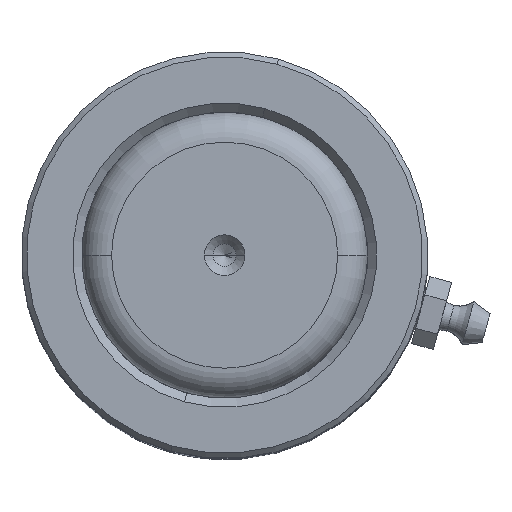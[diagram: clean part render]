
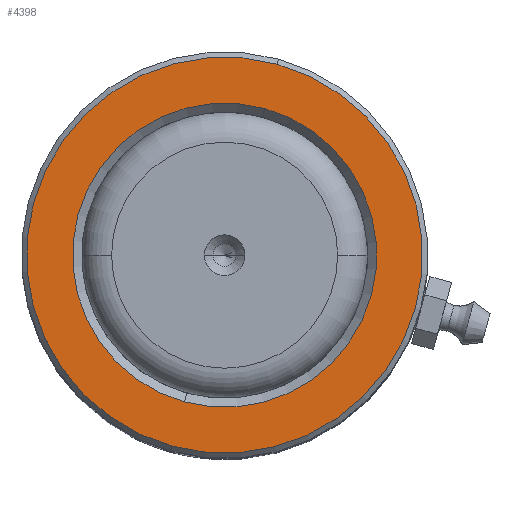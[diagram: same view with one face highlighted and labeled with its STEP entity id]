
A CAD part, top view. The second image highlights one B-rep face of the part: STEP entity #4398.
In plain terms, the highlighted planar face has unit normal (0, 0, 1).
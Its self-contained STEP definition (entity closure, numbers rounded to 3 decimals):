
#319 = CARTESIAN_POINT ( 'NONE',  ( 0., 0., 100. ) ) ;
#909 = VERTEX_POINT ( 'NONE', #5428 ) ;
#1285 = VERTEX_POINT ( 'NONE', #2323 ) ;
#1538 = DIRECTION ( 'NONE',  ( 0., 0., 1. ) ) ;
#1597 = DIRECTION ( 'NONE',  ( 1., 0., 0. ) ) ;
#2309 = AXIS2_PLACEMENT_3D ( 'NONE', #6434, #6316, #2892 ) ;
#2323 = CARTESIAN_POINT ( 'NONE',  ( 20.2, 0., 100. ) ) ;
#2461 = CIRCLE ( 'NONE', #7152, 20.2 ) ;
#2635 = FACE_BOUND ( 'NONE', #2946, .T. ) ;
#2731 = AXIS2_PLACEMENT_3D ( 'NONE', #5097, #1538, #1597 ) ;
#2892 = DIRECTION ( 'NONE',  ( 1., 0., 0. ) ) ;
#2946 = EDGE_LOOP ( 'NONE', ( #8527, #7435 ) ) ;
#3570 = CIRCLE ( 'NONE', #7786, 26.3 ) ;
#3576 = VERTEX_POINT ( 'NONE', #6394 ) ;
#3708 = CARTESIAN_POINT ( 'NONE',  ( 0., 0., 100. ) ) ;
#3821 = DIRECTION ( 'NONE',  ( 0., 0., -1. ) ) ;
#4124 = VERTEX_POINT ( 'NONE', #8370 ) ;
#4398 = ADVANCED_FACE ( 'NONE', ( #5622, #2635 ), #8265, .T. ) ;
#4858 = ORIENTED_EDGE ( 'NONE', *, *, #5522, .T. ) ;
#4984 = DIRECTION ( 'NONE',  ( 0., 0., -1. ) ) ;
#5040 = DIRECTION ( 'NONE',  ( 1., 0., 0. ) ) ;
#5075 = DIRECTION ( 'NONE',  ( 0., 0., 1. ) ) ;
#5097 = CARTESIAN_POINT ( 'NONE',  ( 0., 0., 100. ) ) ;
#5416 = AXIS2_PLACEMENT_3D ( 'NONE', #7960, #3821, #7295 ) ;
#5428 = CARTESIAN_POINT ( 'NONE',  ( 26.3, 0., 100. ) ) ;
#5522 = EDGE_CURVE ( 'NONE', #909, #4124, #6808, .T. ) ;
#5622 = FACE_OUTER_BOUND ( 'NONE', #8647, .T. ) ;
#6048 = CIRCLE ( 'NONE', #5416, 20.2 ) ;
#6067 = EDGE_CURVE ( 'NONE', #1285, #3576, #6048, .T. ) ;
#6316 = DIRECTION ( 'NONE',  ( 0., 0., 1. ) ) ;
#6394 = CARTESIAN_POINT ( 'NONE',  ( -20.2, 0., 100. ) ) ;
#6434 = CARTESIAN_POINT ( 'NONE',  ( 0., 0., 100. ) ) ;
#6808 = CIRCLE ( 'NONE', #2309, 26.3 ) ;
#6953 = EDGE_CURVE ( 'NONE', #4124, #909, #3570, .T. ) ;
#7087 = DIRECTION ( 'NONE',  ( 1., 0., 0. ) ) ;
#7152 = AXIS2_PLACEMENT_3D ( 'NONE', #3708, #4984, #5040 ) ;
#7295 = DIRECTION ( 'NONE',  ( 1., 0., 0. ) ) ;
#7435 = ORIENTED_EDGE ( 'NONE', *, *, #8765, .T. ) ;
#7786 = AXIS2_PLACEMENT_3D ( 'NONE', #319, #5075, #7087 ) ;
#7960 = CARTESIAN_POINT ( 'NONE',  ( 0., 0., 100. ) ) ;
#8265 = PLANE ( 'NONE',  #2731 ) ;
#8370 = CARTESIAN_POINT ( 'NONE',  ( -26.3, 0., 100. ) ) ;
#8422 = ORIENTED_EDGE ( 'NONE', *, *, #6953, .T. ) ;
#8527 = ORIENTED_EDGE ( 'NONE', *, *, #6067, .T. ) ;
#8647 = EDGE_LOOP ( 'NONE', ( #8422, #4858 ) ) ;
#8765 = EDGE_CURVE ( 'NONE', #3576, #1285, #2461, .T. ) ;
